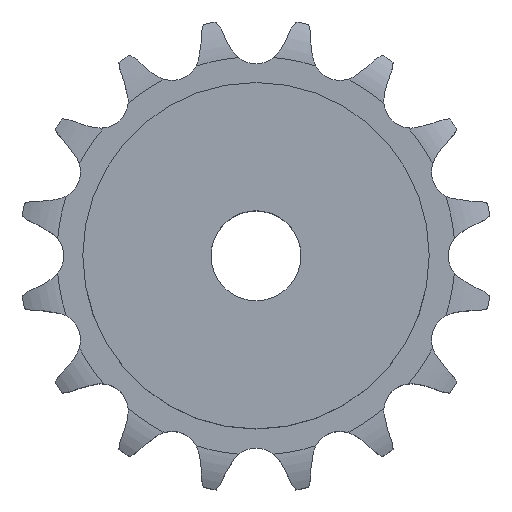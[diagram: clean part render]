
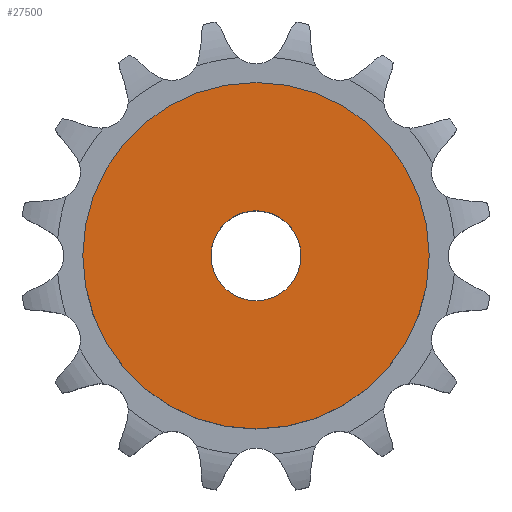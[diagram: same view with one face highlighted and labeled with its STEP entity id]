
A CAD part, top view. The second image highlights one B-rep face of the part: STEP entity #27500.
In plain terms, the highlighted planar face has unit normal (0, 0, 1).
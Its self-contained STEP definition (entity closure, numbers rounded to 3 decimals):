
#14741 = CYLINDRICAL_SURFACE('',#14742,10.);
#14742 = AXIS2_PLACEMENT_3D('',#14743,#14744,#14745);
#14743 = CARTESIAN_POINT('',(0.,0.,172.882));
#14744 = DIRECTION('',(0.,0.,1.));
#14745 = DIRECTION('',(1.,0.,0.));
#18817 = EDGE_CURVE('',#18818,#18818,#18820,.T.);
#18818 = VERTEX_POINT('',#18819);
#18819 = CARTESIAN_POINT('',(10.,0.,50.));
#18820 = SURFACE_CURVE('',#18821,(#18826,#18833),.PCURVE_S1.);
#18821 = CIRCLE('',#18822,10.);
#18822 = AXIS2_PLACEMENT_3D('',#18823,#18824,#18825);
#18823 = CARTESIAN_POINT('',(0.,0.,50.));
#18824 = DIRECTION('',(0.,0.,1.));
#18825 = DIRECTION('',(1.,0.,0.));
#18826 = PCURVE('',#14741,#18827);
#18827 = DEFINITIONAL_REPRESENTATION('',(#18828),#18832);
#18828 = LINE('',#18829,#18830);
#18829 = CARTESIAN_POINT('',(0.,-122.882));
#18830 = VECTOR('',#18831,1.);
#18831 = DIRECTION('',(1.,0.));
#18832 = ( GEOMETRIC_REPRESENTATION_CONTEXT(2) 
PARAMETRIC_REPRESENTATION_CONTEXT() REPRESENTATION_CONTEXT('2D SPACE',''
  ) );
#18833 = PCURVE('',#18834,#18839);
#18834 = PLANE('',#18835);
#18835 = AXIS2_PLACEMENT_3D('',#18836,#18837,#18838);
#18836 = CARTESIAN_POINT('',(0.,0.,50.)
  );
#18837 = DIRECTION('',(0.,0.,1.));
#18838 = DIRECTION('',(1.,0.,0.));
#18839 = DEFINITIONAL_REPRESENTATION('',(#18840),#18844);
#18840 = CIRCLE('',#18841,10.);
#18841 = AXIS2_PLACEMENT_2D('',#18842,#18843);
#18842 = CARTESIAN_POINT('',(0.,0.));
#18843 = DIRECTION('',(1.,0.));
#18844 = ( GEOMETRIC_REPRESENTATION_CONTEXT(2) 
PARAMETRIC_REPRESENTATION_CONTEXT() REPRESENTATION_CONTEXT('2D SPACE',''
  ) );
#27500 = ADVANCED_FACE('',(#27501,#27532),#18834,.T.);
#27501 = FACE_BOUND('',#27502,.T.);
#27502 = EDGE_LOOP('',(#27503));
#27503 = ORIENTED_EDGE('',*,*,#27504,.T.);
#27504 = EDGE_CURVE('',#27505,#27505,#27507,.T.);
#27505 = VERTEX_POINT('',#27506);
#27506 = CARTESIAN_POINT('',(38.5,0.,50.));
#27507 = SURFACE_CURVE('',#27508,(#27513,#27520),.PCURVE_S1.);
#27508 = CIRCLE('',#27509,38.5);
#27509 = AXIS2_PLACEMENT_3D('',#27510,#27511,#27512);
#27510 = CARTESIAN_POINT('',(0.,0.,50.));
#27511 = DIRECTION('',(0.,0.,1.));
#27512 = DIRECTION('',(1.,0.,0.));
#27513 = PCURVE('',#18834,#27514);
#27514 = DEFINITIONAL_REPRESENTATION('',(#27515),#27519);
#27515 = CIRCLE('',#27516,38.5);
#27516 = AXIS2_PLACEMENT_2D('',#27517,#27518);
#27517 = CARTESIAN_POINT('',(0.,0.));
#27518 = DIRECTION('',(1.,0.));
#27519 = ( GEOMETRIC_REPRESENTATION_CONTEXT(2) 
PARAMETRIC_REPRESENTATION_CONTEXT() REPRESENTATION_CONTEXT('2D SPACE',''
  ) );
#27520 = PCURVE('',#27521,#27526);
#27521 = CYLINDRICAL_SURFACE('',#27522,38.5);
#27522 = AXIS2_PLACEMENT_3D('',#27523,#27524,#27525);
#27523 = CARTESIAN_POINT('',(0.,0.,0.));
#27524 = DIRECTION('',(-0.,-0.,-1.));
#27525 = DIRECTION('',(1.,0.,0.));
#27526 = DEFINITIONAL_REPRESENTATION('',(#27527),#27531);
#27527 = LINE('',#27528,#27529);
#27528 = CARTESIAN_POINT('',(-0.,-50.));
#27529 = VECTOR('',#27530,1.);
#27530 = DIRECTION('',(-1.,0.));
#27531 = ( GEOMETRIC_REPRESENTATION_CONTEXT(2) 
PARAMETRIC_REPRESENTATION_CONTEXT() REPRESENTATION_CONTEXT('2D SPACE',''
  ) );
#27532 = FACE_BOUND('',#27533,.T.);
#27533 = EDGE_LOOP('',(#27534));
#27534 = ORIENTED_EDGE('',*,*,#18817,.F.);
